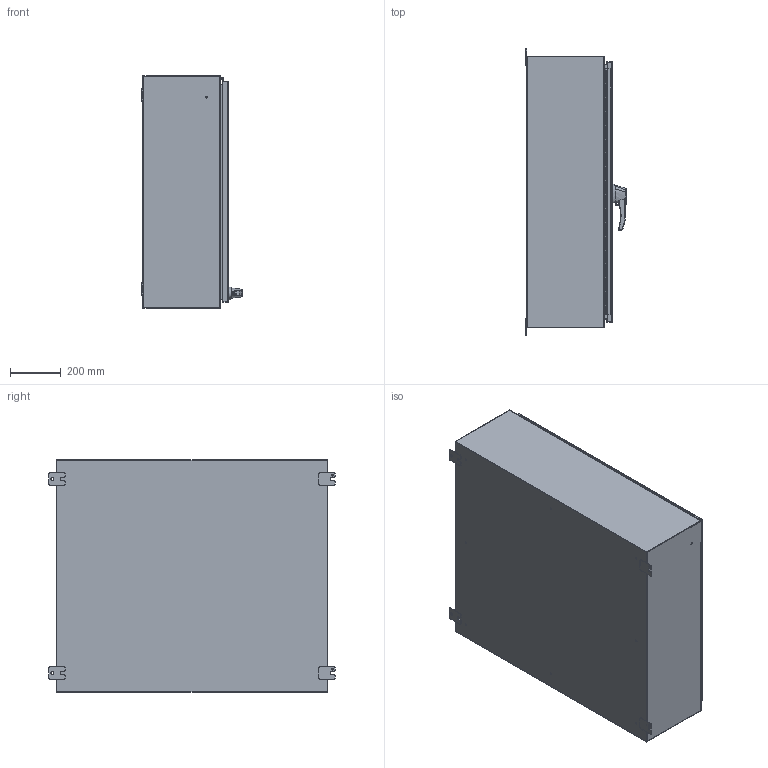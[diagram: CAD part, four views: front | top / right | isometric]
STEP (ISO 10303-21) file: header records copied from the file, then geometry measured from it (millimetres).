
FILE_DESCRIPTION (( 'STEP AP214' ), '1' );
FILE_NAME ('HW423612SSHK.STEP', '2019-08-07T20:21:01', ( '' ), ( '' ), 'SwSTEP 2.0', 'SolidWorks 2018', '' );
FILE_SCHEMA (( 'AUTOMOTIVE_DESIGN' ));
Length unit declared in the file: inch
Products named in the file (1): HW423612SSHK
Bounding box: 393.01 x 1123.95 x 914.4 mm (x, y, z)
Volume: 7489304.9 mm3; surface area: 7300868.8 mm2
Topology: 48 solids, 49 shells, 1539 faces, 3946 edges, 2547 vertices
Faces by surface type: plane 737, cylinder 663, bspline 95, cone 44
Entity records: 103770 total; most frequent: CARTESIAN_POINT 46145, ORIENTED_EDGE 7876, DIRECTION 7603, EDGE_CURVE 3938, AXIS2_PLACEMENT_3D 2668, VERTEX_POINT 2547, VECTOR 2267, LINE 2267
